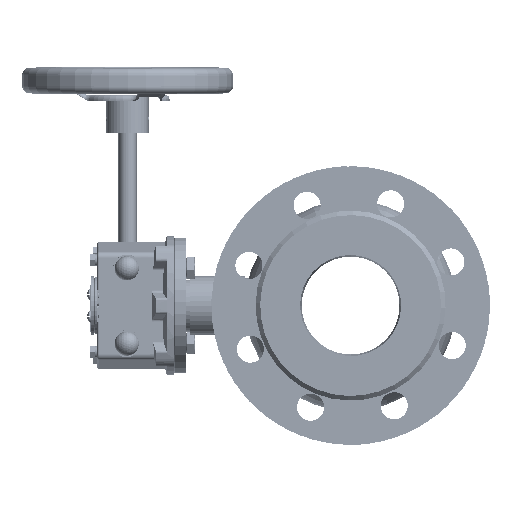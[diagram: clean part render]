
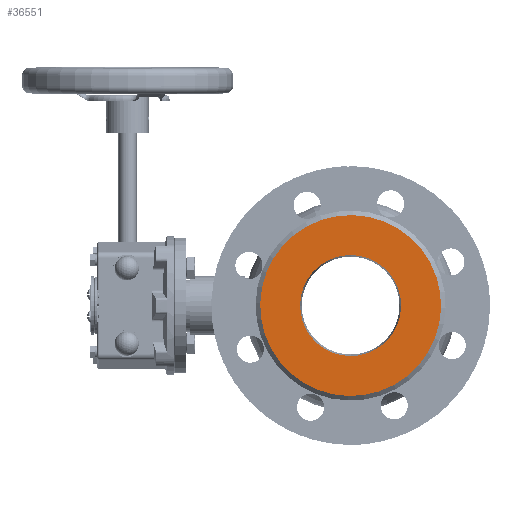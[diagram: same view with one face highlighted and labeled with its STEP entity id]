
A CAD part, left-side view. The second image highlights one B-rep face of the part: STEP entity #36551.
In plain terms, the highlighted face is planar.
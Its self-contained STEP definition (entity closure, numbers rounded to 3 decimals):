
#1575 = CARTESIAN_POINT ( 'NONE',  ( -60., 0., 22. ) ) ;
#2802 = AXIS2_PLACEMENT_3D ( 'NONE', #133312, #135496, #113358 ) ;
#5666 = EDGE_CURVE ( 'NONE', #135609, #70309, #23470, .T. ) ;
#14858 = CARTESIAN_POINT ( 'NONE',  ( 33.5, 0., 22. ) ) ;
#21980 = DIRECTION ( 'NONE',  ( 1., 0., 0. ) ) ;
#23470 = CIRCLE ( 'NONE', #42333, 60. ) ;
#26997 = DIRECTION ( 'NONE',  ( 0., 0., 1. ) ) ;
#27379 = ORIENTED_EDGE ( 'NONE', *, *, #5666, .T. ) ;
#35985 = EDGE_CURVE ( 'NONE', #70309, #135609, #77678, .T. ) ;
#36551 = ADVANCED_FACE ( 'NONE', ( #122957, #134770 ), #134039, .T. ) ;
#40771 = EDGE_CURVE ( 'NONE', #119438, #101445, #141742, .T. ) ;
#41788 = DIRECTION ( 'NONE',  ( 0., 0., 1. ) ) ;
#42333 = AXIS2_PLACEMENT_3D ( 'NONE', #109597, #41788, #144947 ) ;
#44848 = CARTESIAN_POINT ( 'NONE',  ( 0., 0., 22. ) ) ;
#53887 = AXIS2_PLACEMENT_3D ( 'NONE', #69683, #134545, #103548 ) ;
#69683 = CARTESIAN_POINT ( 'NONE',  ( 0., 0., 22. ) ) ;
#70309 = VERTEX_POINT ( 'NONE', #120284 ) ;
#70434 = CIRCLE ( 'NONE', #53887, 33.5 ) ;
#74756 = ORIENTED_EDGE ( 'NONE', *, *, #40771, .F. ) ;
#77678 = CIRCLE ( 'NONE', #108301, 60. ) ;
#87835 = ORIENTED_EDGE ( 'NONE', *, *, #144442, .F. ) ;
#93380 = CARTESIAN_POINT ( 'NONE',  ( 0., 0., 22. ) ) ;
#94589 = CARTESIAN_POINT ( 'NONE',  ( -33.5, 0., 22. ) ) ;
#101445 = VERTEX_POINT ( 'NONE', #14858 ) ;
#102595 = EDGE_LOOP ( 'NONE', ( #27379, #140905 ) ) ;
#103548 = DIRECTION ( 'NONE',  ( 1., 0., 0. ) ) ;
#108301 = AXIS2_PLACEMENT_3D ( 'NONE', #93380, #26997, #136893 ) ;
#109597 = CARTESIAN_POINT ( 'NONE',  ( 0., 0., 22. ) ) ;
#113358 = DIRECTION ( 'NONE',  ( 1., 0., 0. ) ) ;
#119438 = VERTEX_POINT ( 'NONE', #94589 ) ;
#120284 = CARTESIAN_POINT ( 'NONE',  ( 60., 0., 22. ) ) ;
#122957 = FACE_OUTER_BOUND ( 'NONE', #102595, .T. ) ;
#132552 = EDGE_LOOP ( 'NONE', ( #87835, #74756 ) ) ;
#133312 = CARTESIAN_POINT ( 'NONE',  ( 0., 0., 22. ) ) ;
#134039 = PLANE ( 'NONE',  #143638 ) ;
#134545 = DIRECTION ( 'NONE',  ( 0., 0., 1. ) ) ;
#134770 = FACE_BOUND ( 'NONE', #132552, .T. ) ;
#135483 = DIRECTION ( 'NONE',  ( 0., 0., 1. ) ) ;
#135496 = DIRECTION ( 'NONE',  ( 0., 0., 1. ) ) ;
#135609 = VERTEX_POINT ( 'NONE', #1575 ) ;
#136893 = DIRECTION ( 'NONE',  ( 1., 0., 0. ) ) ;
#140905 = ORIENTED_EDGE ( 'NONE', *, *, #35985, .T. ) ;
#141742 = CIRCLE ( 'NONE', #2802, 33.5 ) ;
#143638 = AXIS2_PLACEMENT_3D ( 'NONE', #44848, #135483, #21980 ) ;
#144442 = EDGE_CURVE ( 'NONE', #101445, #119438, #70434, .T. ) ;
#144947 = DIRECTION ( 'NONE',  ( 1., 0., 0. ) ) ;
